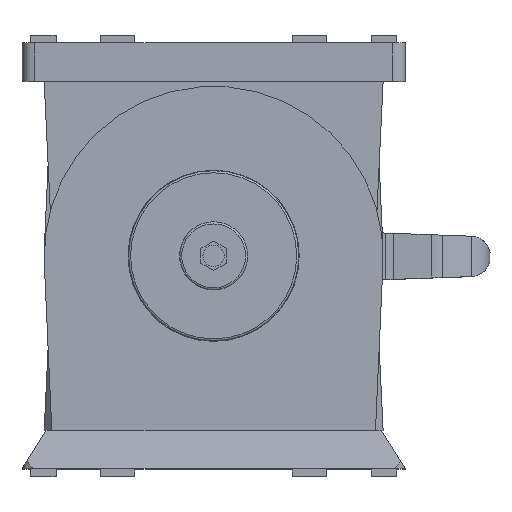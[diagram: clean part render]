
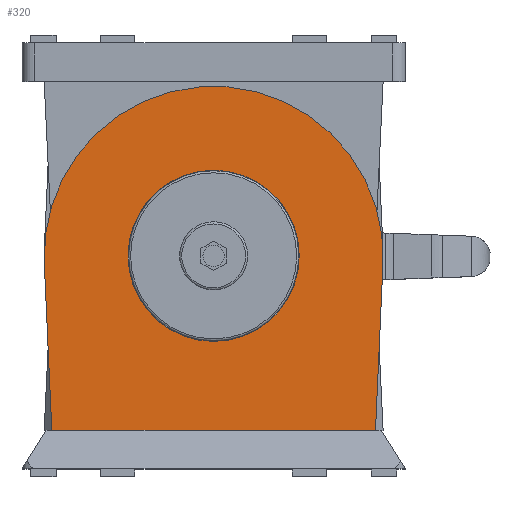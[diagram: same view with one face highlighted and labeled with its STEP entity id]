
A CAD part, top view. The second image highlights one B-rep face of the part: STEP entity #320.
In plain terms, the highlighted planar face has unit normal (0, 0, 1).
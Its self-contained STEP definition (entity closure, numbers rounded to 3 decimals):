
#320 = ADVANCED_FACE( '', ( #823, #824 ), #825, .F. );
#823 = FACE_BOUND( '', #1591, .T. );
#824 = FACE_OUTER_BOUND( '', #1592, .T. );
#825 = PLANE( '', #1593 );
#1591 = EDGE_LOOP( '', ( #2359 ) );
#1592 = EDGE_LOOP( '', ( #2360, #2361, #2362, #2363 ) );
#1593 = AXIS2_PLACEMENT_3D( '', #2364, #2365, #2366 );
#2359 = ORIENTED_EDGE( '', *, *, #4329, .F. );
#2360 = ORIENTED_EDGE( '', *, *, #4330, .F. );
#2361 = ORIENTED_EDGE( '', *, *, #4331, .F. );
#2362 = ORIENTED_EDGE( '', *, *, #4332, .F. );
#2363 = ORIENTED_EDGE( '', *, *, #4333, .T. );
#2364 = CARTESIAN_POINT( '', ( 45., 40.8, 20. ) );
#2365 = DIRECTION( '', ( 0., 0., -1. ) );
#2366 = DIRECTION( '', ( -1., 0., 0. ) );
#4329 = EDGE_CURVE( '', #5099, #5099, #5100, .F. );
#4330 = EDGE_CURVE( '', #5101, #5102, #5103, .T. );
#4331 = EDGE_CURVE( '', #5104, #5101, #5105, .T. );
#4332 = EDGE_CURVE( '', #5106, #5104, #5107, .T. );
#4333 = EDGE_CURVE( '', #5106, #5102, #5108, .F. );
#5099 = VERTEX_POINT( '', #6232 );
#5100 = CIRCLE( '', #6233, 20.1 );
#5101 = VERTEX_POINT( '', #6234 );
#5102 = VERTEX_POINT( '', #6235 );
#5103 = LINE( '', #6236, #6237 );
#5104 = VERTEX_POINT( '', #6238 );
#5105 = LINE( '', #6239, #6240 );
#5106 = VERTEX_POINT( '', #6241 );
#5107 = LINE( '', #6242, #6243 );
#5108 = CIRCLE( '', #6244, 39.8 );
#6232 = CARTESIAN_POINT( '', ( -20.1, 0., 20. ) );
#6233 = AXIS2_PLACEMENT_3D( '', #8017, #8018, #8019 );
#6234 = CARTESIAN_POINT( '', ( -38., -41., 20. ) );
#6235 = CARTESIAN_POINT( '', ( -39.76, -1.784, 20. ) );
#6236 = CARTESIAN_POINT( '', ( -41.497, 36.918, 20. ) );
#6237 = VECTOR( '', #8020, 1000. );
#6238 = CARTESIAN_POINT( '', ( 38., -41., 20. ) );
#6239 = CARTESIAN_POINT( '', ( 45., -41., 20. ) );
#6240 = VECTOR( '', #8021, 1000. );
#6241 = CARTESIAN_POINT( '', ( 39.76, -1.784, 20. ) );
#6242 = CARTESIAN_POINT( '', ( 41.678, 40.949, 20. ) );
#6243 = VECTOR( '', #8022, 1000. );
#6244 = AXIS2_PLACEMENT_3D( '', #8023, #8024, #8025 );
#8017 = CARTESIAN_POINT( '', ( 0., 0., 20. ) );
#8018 = DIRECTION( '', ( 0., 0., -1. ) );
#8019 = DIRECTION( '', ( -1., 0., 0. ) );
#8020 = DIRECTION( '', ( -0.045, 0.999, 0. ) );
#8021 = DIRECTION( '', ( -1., 0., 0. ) );
#8022 = DIRECTION( '', ( -0.045, -0.999, 0. ) );
#8023 = CARTESIAN_POINT( '', ( 0., 0., 20. ) );
#8024 = DIRECTION( '', ( 0., 0., -1. ) );
#8025 = DIRECTION( '', ( -1., 0., 0. ) );
